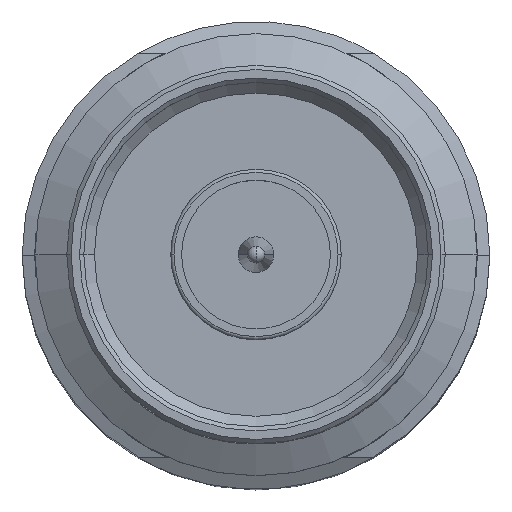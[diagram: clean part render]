
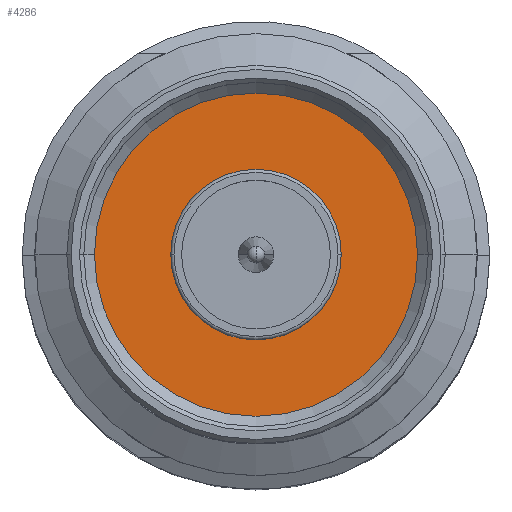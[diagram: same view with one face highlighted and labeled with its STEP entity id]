
A CAD part, top view. The second image highlights one B-rep face of the part: STEP entity #4286.
In plain terms, the highlighted planar face has unit normal (0, 0, 1).
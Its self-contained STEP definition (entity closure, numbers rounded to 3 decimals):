
#348 = ORIENTED_EDGE ( 'NONE', *, *, #3040, .T. ) ;
#421 = FACE_OUTER_BOUND ( 'NONE', #7618, .T. ) ;
#693 = CARTESIAN_POINT ( 'NONE',  ( 0., 0., -3.674 ) ) ;
#1684 = ORIENTED_EDGE ( 'NONE', *, *, #12632, .T. ) ;
#1936 = ORIENTED_EDGE ( 'NONE', *, *, #4057, .T. ) ;
#1995 = AXIS2_PLACEMENT_3D ( 'NONE', #11040, #2122, #12546 ) ;
#2122 = DIRECTION ( 'NONE',  ( 0., 0., -1. ) ) ;
#2192 = DIRECTION ( 'NONE',  ( -1., 0., 0. ) ) ;
#2510 = CARTESIAN_POINT ( 'NONE',  ( 0., 0., -3.674 ) ) ;
#3040 = EDGE_CURVE ( 'NONE', #16071, #12174, #3172, .T. ) ;
#3172 = CIRCLE ( 'NONE', #15585, 7.601 ) ;
#3746 = DIRECTION ( 'NONE',  ( 0., 0., 1. ) ) ;
#4002 = DIRECTION ( 'NONE',  ( -1., 0., 0. ) ) ;
#4057 = EDGE_CURVE ( 'NONE', #12174, #16071, #8136, .T. ) ;
#4286 = ADVANCED_FACE ( 'NONE', ( #16289, #421 ), #17053, .F. ) ;
#4858 = AXIS2_PLACEMENT_3D ( 'NONE', #693, #11101, #2192 ) ;
#5845 = CIRCLE ( 'NONE', #10382, 4.01 ) ;
#6111 = DIRECTION ( 'NONE',  ( 0., 0., 1. ) ) ;
#6214 = AXIS2_PLACEMENT_3D ( 'NONE', #15036, #6111, #16546 ) ;
#7597 = CARTESIAN_POINT ( 'NONE',  ( -4.01, 0., -3.674 ) ) ;
#7618 = EDGE_LOOP ( 'NONE', ( #1936, #348 ) ) ;
#8136 = CIRCLE ( 'NONE', #6214, 7.601 ) ;
#8919 = VERTEX_POINT ( 'NONE', #7597 ) ;
#9397 = ORIENTED_EDGE ( 'NONE', *, *, #10759, .T. ) ;
#10382 = AXIS2_PLACEMENT_3D ( 'NONE', #2510, #12936, #4002 ) ;
#10759 = EDGE_CURVE ( 'NONE', #8919, #17579, #18068, .T. ) ;
#11040 = CARTESIAN_POINT ( 'NONE',  ( 0., 0., -3.674 ) ) ;
#11101 = DIRECTION ( 'NONE',  ( 0., 0., -1. ) ) ;
#11199 = CARTESIAN_POINT ( 'NONE',  ( 4.01, 0., -3.674 ) ) ;
#12174 = VERTEX_POINT ( 'NONE', #16217 ) ;
#12546 = DIRECTION ( 'NONE',  ( -1., 0., 0. ) ) ;
#12632 = EDGE_CURVE ( 'NONE', #17579, #8919, #5845, .T. ) ;
#12674 = CARTESIAN_POINT ( 'NONE',  ( 0., 0., -3.674 ) ) ;
#12936 = DIRECTION ( 'NONE',  ( 0., 0., -1. ) ) ;
#14044 = CARTESIAN_POINT ( 'NONE',  ( 7.601, 0., -3.674 ) ) ;
#14174 = DIRECTION ( 'NONE',  ( -1., 0., 0. ) ) ;
#15036 = CARTESIAN_POINT ( 'NONE',  ( 0., 0., -3.674 ) ) ;
#15585 = AXIS2_PLACEMENT_3D ( 'NONE', #12674, #3746, #14174 ) ;
#16071 = VERTEX_POINT ( 'NONE', #14044 ) ;
#16217 = CARTESIAN_POINT ( 'NONE',  ( -7.601, 0., -3.674 ) ) ;
#16289 = FACE_BOUND ( 'NONE', #17130, .T. ) ;
#16546 = DIRECTION ( 'NONE',  ( -1., 0., 0. ) ) ;
#17053 = PLANE ( 'NONE',  #4858 ) ;
#17130 = EDGE_LOOP ( 'NONE', ( #1684, #9397 ) ) ;
#17579 = VERTEX_POINT ( 'NONE', #11199 ) ;
#18068 = CIRCLE ( 'NONE', #1995, 4.01 ) ;
